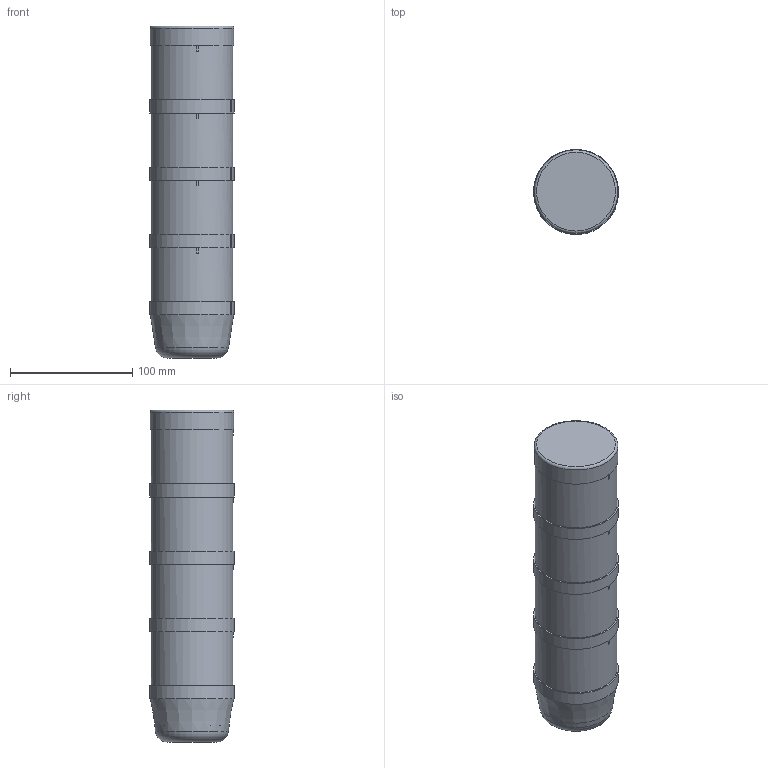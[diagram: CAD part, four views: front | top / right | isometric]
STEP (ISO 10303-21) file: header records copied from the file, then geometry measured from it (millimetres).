
FILE_DESCRIPTION((''),'2;1');
FILE_NAME('127425.stp','2019-10-01T08:25:17',('e.eickhoff'),(''),'Autodesk Inventor 2012','Autodesk Inventor 2012','');
FILE_SCHEMA(('AUTOMOTIVE_DESIGN { 1 0 10303 214 1 1 1 1 }'));
Length unit declared in the file: millimetre
Products named in the file (7): 127425; Deckel; Grün; Weiß; Grundmodule; Gelb; Rot
Assembly tree (6 placements, depth 2):
  127425
    Deckel
    Grün
    Weiß
    Grundmodule
    Gelb
    Rot
Bounding box: 69.3 x 69.3 x 271.7 mm (x, y, z)
Volume: 220835 mm3; surface area: 178941 mm2
Topology: 6 solids, 6 shells, 117 faces, 219 edges, 145 vertices
Faces by surface type: plane 71, cylinder 41, torus 4, cone 1
Full cylindrical faces by diameter (mm): 15.6 x4, 17.9 x1, 19.6 x4, 20.9 x1, 22.563 x1, 26.5 x1, 28.5 x1, 60.2 x1, 61.5 x4, 63.2 x1, 63.5 x8, 63.7 x1, 63.9 x4, 67 x4, 68.5 x1
Entity records: 3000 total; most frequent: DIRECTION 524, CARTESIAN_POINT 442, ORIENTED_EDGE 344, AXIS2_PLACEMENT_3D 222, EDGE_LOOP 200, EDGE_CURVE 172, VERTEX_POINT 140, FACE_OUTER_BOUND 117
